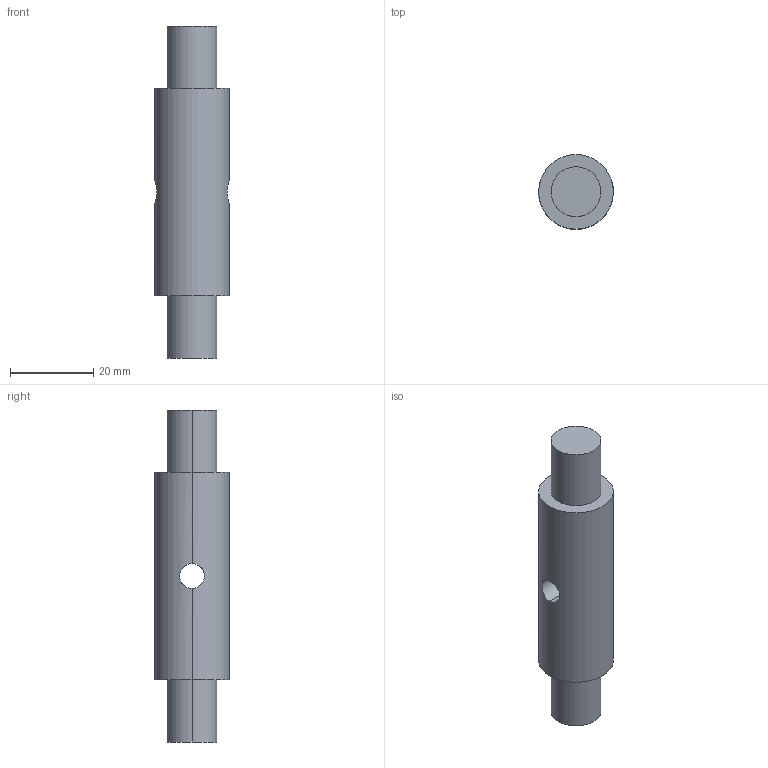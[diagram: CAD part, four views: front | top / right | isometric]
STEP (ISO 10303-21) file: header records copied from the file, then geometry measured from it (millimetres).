
FILE_DESCRIPTION (( 'STEP AP203' ), '1' );
FILE_NAME ('assembly 5.STEP', '2025-08-30T16:42:30', ( '' ), ( '' ), 'SwSTEP 2.0', 'SolidWorks 2024', '' );
FILE_SCHEMA (( 'CONFIG_CONTROL_DESIGN' ));
Length unit declared in the file: millimetre
Products named in the file (1): assembly 5
Bounding box: 18 x 18 x 80 mm (x, y, z)
Volume: 15614.6 mm3; surface area: 4739.6 mm2
Topology: 1 solids, 1 shells, 12 faces, 26 edges, 16 vertices
Faces by surface type: cylinder 8, plane 4
Entity records: 527 total; most frequent: CARTESIAN_POINT 179, DIRECTION 60, ORIENTED_EDGE 52, EDGE_CURVE 26, AXIS2_PLACEMENT_3D 25, VERTEX_POINT 16, EDGE_LOOP 14, CIRCLE 12
